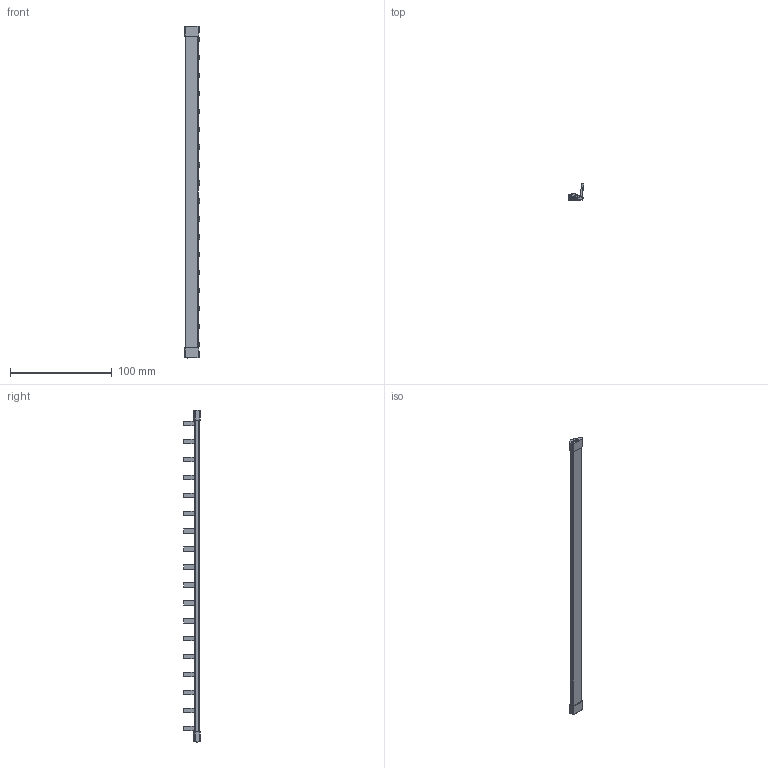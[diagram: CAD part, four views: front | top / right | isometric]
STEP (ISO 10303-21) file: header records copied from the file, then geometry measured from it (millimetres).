
FILE_DESCRIPTION (( 'STEP AP203' ), '1' );
FILE_NAME ('Monofaze Müþterek W Otomat Barasý - 18 Modül-- ONKA - 3012.STEP', '2019-02-22T13:30:30', ( '' ), ( '' ), 'SwSTEP 2.0', 'SolidWorks 2011', '' );
FILE_SCHEMA (( 'CONFIG_CONTROL_DESIGN' ));
Length unit declared in the file: millimetre
Products named in the file (1): Monofaze Müþterek W Otomat Barasý - 18 Modül-- ONKA - 3012
Bounding box: 14.83 x 15.93 x 325.8 mm (x, y, z)
Volume: 17173.3 mm3; surface area: 15413.4 mm2
Topology: 1 solids, 1 shells, 856 faces, 2495 edges, 1653 vertices
Faces by surface type: plane 761, cylinder 68, bspline 27
Entity records: 29372 total; most frequent: CARTESIAN_POINT 6723, ORIENTED_EDGE 4990, DIRECTION 4231, EDGE_CURVE 2495, VECTOR 2309, LINE 2309, VERTEX_POINT 1653, AXIS2_PLACEMENT_3D 961
